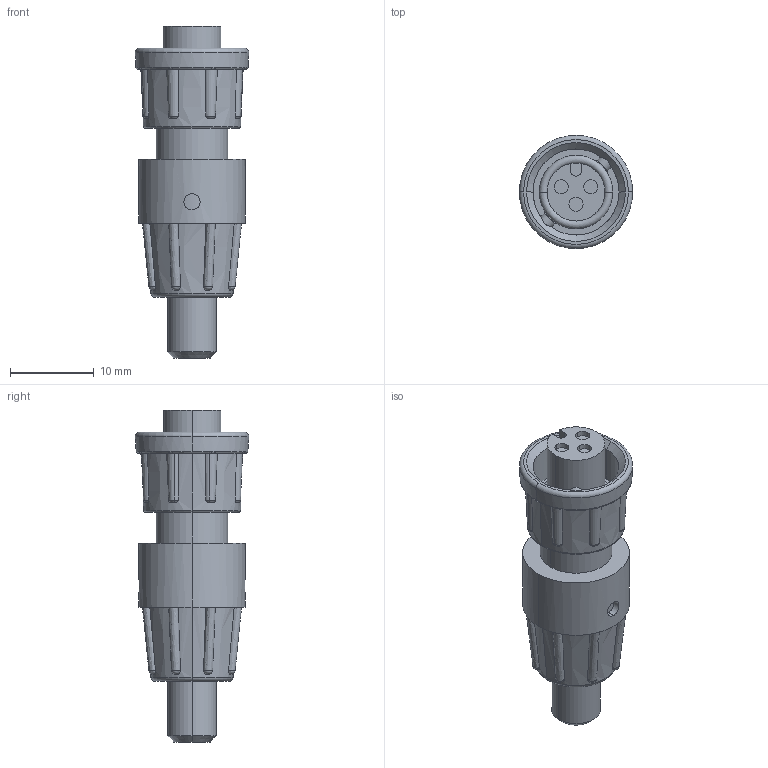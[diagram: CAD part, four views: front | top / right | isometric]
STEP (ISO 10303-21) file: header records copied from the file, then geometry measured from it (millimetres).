
FILE_DESCRIPTION (( 'STEP AP203' ), '1' );
FILE_NAME ('16282-3SG-311.STEP', '2014-08-08T16:14:19', ( '' ), ( '' ), 'SwSTEP 2.0', 'SolidWorks 2014', '' );
FILE_SCHEMA (( 'CONFIG_CONTROL_DESIGN' ));
Length unit declared in the file: inch
Products named in the file (1): 16282-3SG-311
Bounding box: 13.51 x 13.51 x 39.57 mm (x, y, z)
Volume: 3083.7 mm3; surface area: 2102.3 mm2
Topology: 1 solids, 1 shells, 151 faces, 424 edges, 286 vertices
Faces by surface type: plane 52, cylinder 28, torus 27, bspline 24, cone 20
Entity records: 10122 total; most frequent: CARTESIAN_POINT 6292, ORIENTED_EDGE 848, DIRECTION 745, EDGE_CURVE 424, AXIS2_PLACEMENT_3D 335, VERTEX_POINT 286, CIRCLE 207, EDGE_LOOP 162
